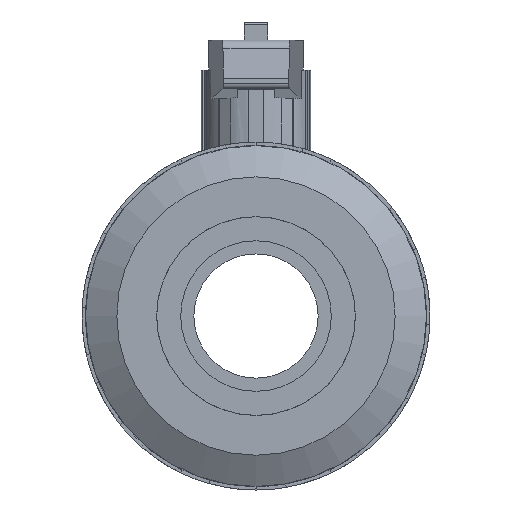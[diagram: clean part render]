
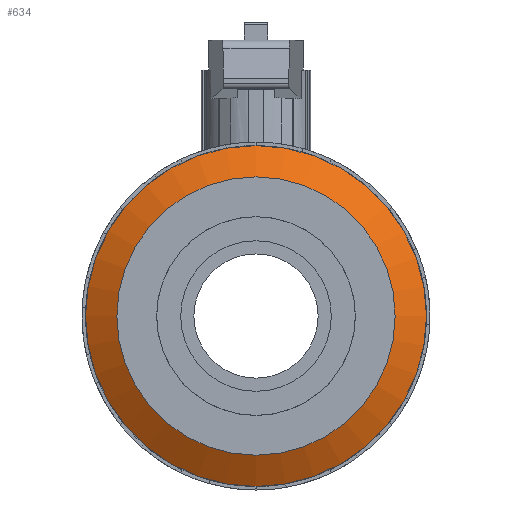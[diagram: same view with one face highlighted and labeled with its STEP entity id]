
A CAD part, left-side view. The second image highlights one B-rep face of the part: STEP entity #634.
In plain terms, the highlighted conical face has half-angle 60 degrees and reference radius 31.5 mm.
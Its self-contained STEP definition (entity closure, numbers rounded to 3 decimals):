
#607=CARTESIAN_POINT('',(-33.428,0.0,0.0));
#608=DIRECTION('',(1.0,0.0,0.0));
#609=DIRECTION('',(0.0,0.0,1.0));
#610=AXIS2_PLACEMENT_3D('',#607,#608,#609);
#611=CONICAL_SURFACE('',#610,31.5,60.);
#612=CARTESIAN_POINT('',(-35.449,0.,-28.));
#613=VERTEX_POINT('',#612);
#614=CARTESIAN_POINT('',(-35.449,0.0,0.0));
#615=DIRECTION('',(-1.0,0.0,0.0));
#616=DIRECTION('',(0.0,0.0,1.0));
#617=AXIS2_PLACEMENT_3D('',#614,#615,#616);
#618=CIRCLE('',#617,28.);
#619=EDGE_CURVE('',#613,#613,#618,.T.);
#620=ORIENTED_EDGE('',*,*,#619,.F.);
#621=EDGE_LOOP('',(#620));
#622=FACE_OUTER_BOUND('',#621,.T.);
#623=CARTESIAN_POINT('',(-31.812,0.,-34.3));
#624=VERTEX_POINT('',#623);
#625=CARTESIAN_POINT('',(-31.812,0.0,0.0));
#626=DIRECTION('',(-1.0,0.0,0.0));
#627=DIRECTION('',(0.0,0.0,1.0));
#628=AXIS2_PLACEMENT_3D('',#625,#626,#627);
#629=CIRCLE('',#628,34.3);
#630=EDGE_CURVE('',#624,#624,#629,.T.);
#631=ORIENTED_EDGE('',*,*,#630,.T.);
#632=EDGE_LOOP('',(#631));
#633=FACE_BOUND('',#632,.T.);
#634=ADVANCED_FACE('',(#622,#633),#611,.T.);
